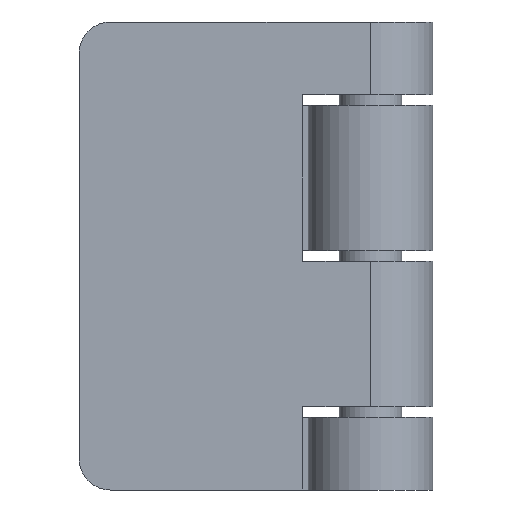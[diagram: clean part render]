
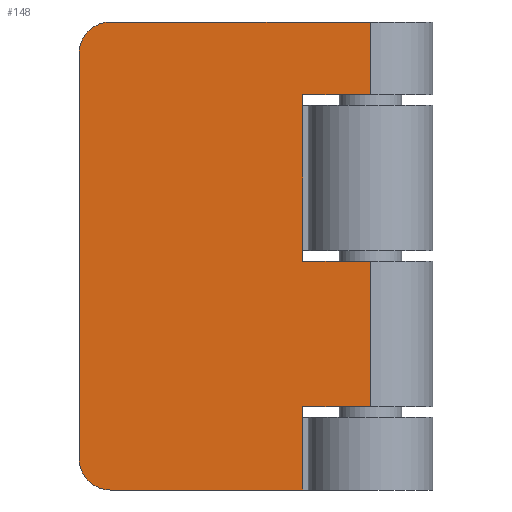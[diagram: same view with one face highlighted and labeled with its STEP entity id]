
A CAD part, front view. The second image highlights one B-rep face of the part: STEP entity #148.
In plain terms, the highlighted planar face has unit normal (0, -1, 0).
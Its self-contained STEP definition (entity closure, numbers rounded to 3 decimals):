
#148=ADVANCED_FACE('',(#296),#297,.F.);
#296=FACE_OUTER_BOUND('',#435,.T.);
#297=PLANE('',#436);
#435=EDGE_LOOP('',(#819,#820,#821,#822,#823,#824,#825,#826,#827,#828,#829,#830));
#436=AXIS2_PLACEMENT_3D('',#831,#832,#833);
#819=ORIENTED_EDGE('',*,*,#964,.F.);
#820=ORIENTED_EDGE('',*,*,#956,.T.);
#821=ORIENTED_EDGE('',*,*,#944,.T.);
#822=ORIENTED_EDGE('',*,*,#953,.T.);
#823=ORIENTED_EDGE('',*,*,#961,.T.);
#824=ORIENTED_EDGE('',*,*,#967,.F.);
#825=ORIENTED_EDGE('',*,*,#948,.F.);
#826=ORIENTED_EDGE('',*,*,#971,.F.);
#827=ORIENTED_EDGE('',*,*,#975,.T.);
#828=ORIENTED_EDGE('',*,*,#979,.F.);
#829=ORIENTED_EDGE('',*,*,#983,.F.);
#830=ORIENTED_EDGE('',*,*,#986,.F.);
#831=CARTESIAN_POINT('',(-17.5,-6.0,11.5));
#832=DIRECTION('',(-0.0,1.0,0.0));
#833=DIRECTION('',(1.0,0.0,0.0));
#944=EDGE_CURVE('',#1157,#1155,#1158,.T.);
#948=EDGE_CURVE('',#1161,#1163,#1164,.T.);
#953=EDGE_CURVE('',#1155,#1169,#1171,.T.);
#956=EDGE_CURVE('',#1175,#1157,#1176,.T.);
#961=EDGE_CURVE('',#1169,#1181,#1183,.T.);
#964=EDGE_CURVE('',#1175,#1187,#1188,.T.);
#967=EDGE_CURVE('',#1163,#1181,#1191,.T.);
#971=EDGE_CURVE('',#1194,#1161,#1197,.T.);
#975=EDGE_CURVE('',#1194,#1201,#1203,.T.);
#979=EDGE_CURVE('',#1207,#1201,#1209,.T.);
#983=EDGE_CURVE('',#1213,#1207,#1215,.T.);
#986=EDGE_CURVE('',#1187,#1213,#1218,.T.);
#1155=VERTEX_POINT('',#1431);
#1157=VERTEX_POINT('',#1433);
#1158=LINE('',#1434,#1435);
#1161=VERTEX_POINT('',#1438);
#1163=VERTEX_POINT('',#1440);
#1164=LINE('',#1441,#1442);
#1169=VERTEX_POINT('',#1448);
#1171=LINE('',#1451,#1452);
#1175=VERTEX_POINT('',#1457);
#1176=LINE('',#1458,#1459);
#1181=VERTEX_POINT('',#1466);
#1183=LINE('',#1469,#1470);
#1187=VERTEX_POINT('',#1475);
#1188=LINE('',#1476,#1477);
#1191=LINE('',#1481,#1482);
#1194=VERTEX_POINT('',#1486);
#1197=LINE('',#1490,#1491);
#1201=VERTEX_POINT('',#1496);
#1203=CIRCLE('',#1499,3.0);
#1207=VERTEX_POINT('',#1503);
#1209=LINE('',#1506,#1507);
#1213=VERTEX_POINT('',#1512);
#1215=CIRCLE('',#1515,3.0);
#1218=LINE('',#1518,#1519);
#1431=CARTESIAN_POINT('',(0.,-6.0,-0.5));
#1433=CARTESIAN_POINT('',(0.,-6.0,-14.5));
#1434=CARTESIAN_POINT('',(0.,-6.0,-14.5));
#1435=VECTOR('',#1679,14.0);
#1438=CARTESIAN_POINT('',(0.,-6.,22.5));
#1440=CARTESIAN_POINT('',(0.,-6.0,15.5));
#1441=CARTESIAN_POINT('',(0.,-6.,22.5));
#1442=VECTOR('',#1686,7.0);
#1448=CARTESIAN_POINT('',(-6.5,-6.0,-0.5));
#1451=CARTESIAN_POINT('',(0.,-6.0,-0.5));
#1452=VECTOR('',#1692,6.5);
#1457=CARTESIAN_POINT('',(-6.5,-6.0,-14.5));
#1458=CARTESIAN_POINT('',(-6.5,-6.0,-14.5));
#1459=VECTOR('',#1694,6.5);
#1466=CARTESIAN_POINT('',(-6.5,-6.0,15.5));
#1469=CARTESIAN_POINT('',(-6.5,-6.0,-0.5));
#1470=VECTOR('',#1698,16.0);
#1475=CARTESIAN_POINT('',(-6.5,-6.,-22.5));
#1476=CARTESIAN_POINT('',(-6.5,-6.0,-14.5));
#1477=VECTOR('',#1700,8.0);
#1481=CARTESIAN_POINT('',(0.,-6.0,15.5));
#1482=VECTOR('',#1702,6.5);
#1486=CARTESIAN_POINT('',(-25.0,-6.,22.5));
#1490=CARTESIAN_POINT('',(-25.0,-6.,22.5));
#1491=VECTOR('',#1705,25.);
#1496=CARTESIAN_POINT('',(-28.0,-6.0,19.5));
#1499=AXIS2_PLACEMENT_3D('',#1708,#1709,#1710);
#1503=CARTESIAN_POINT('',(-28.0,-6.0,-19.5));
#1506=CARTESIAN_POINT('',(-28.0,-6.0,-19.5));
#1507=VECTOR('',#1715,39.0);
#1512=CARTESIAN_POINT('',(-25.0,-6.,-22.5));
#1515=AXIS2_PLACEMENT_3D('',#1718,#1719,#1720);
#1518=CARTESIAN_POINT('',(-6.5,-6.,-22.5));
#1519=VECTOR('',#1724,18.5);
#1679=DIRECTION('',(0.,0.,1.));
#1686=DIRECTION('',(0.0,0.0,-1.0));
#1692=DIRECTION('',(-1.0,0.0,0.0));
#1694=DIRECTION('',(1.0,0.0,0.0));
#1698=DIRECTION('',(0.0,0.0,1.0));
#1700=DIRECTION('',(0.0,0.0,-1.0));
#1702=DIRECTION('',(-1.0,0.0,0.0));
#1705=DIRECTION('',(1.0,0.0,0.0));
#1708=CARTESIAN_POINT('',(-25.0,-6.0,19.5));
#1709=DIRECTION('',(0.0,-1.0,0.0));
#1710=DIRECTION('',(0.0,0.0,1.0));
#1715=DIRECTION('',(0.0,0.0,1.0));
#1718=CARTESIAN_POINT('',(-25.0,-6.0,-19.5));
#1719=DIRECTION('',(0.0,1.0,0.0));
#1720=DIRECTION('',(0.0,0.0,-1.0));
#1724=DIRECTION('',(-1.0,0.0,0.0));
